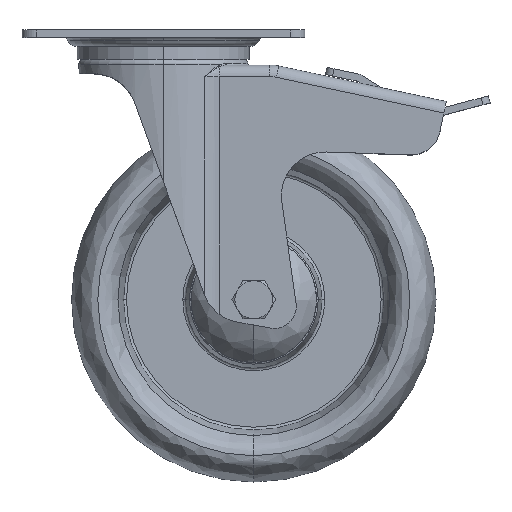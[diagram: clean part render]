
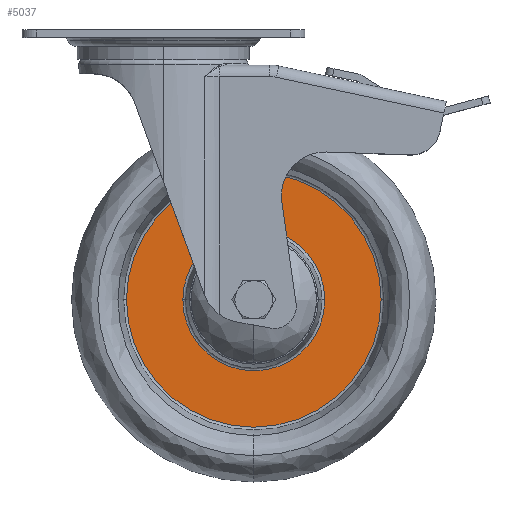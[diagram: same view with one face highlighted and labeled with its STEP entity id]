
A CAD part, top view. The second image highlights one B-rep face of the part: STEP entity #5037.
In plain terms, the highlighted planar face has unit normal (0, 0, 1).
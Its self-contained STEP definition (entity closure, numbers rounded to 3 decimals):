
#77 = EDGE_CURVE ( 'NONE', #5757, #9038, #4039, .T. ) ;
#300 = AXIS2_PLACEMENT_3D ( 'NONE', #8279, #8435, #12796 ) ;
#822 = CARTESIAN_POINT ( 'NONE',  ( 59.658, -44.96, 2.5 ) ) ;
#975 = ORIENTED_EDGE ( 'NONE', *, *, #8299, .T. ) ;
#1064 = EDGE_CURVE ( 'NONE', #13819, #4578, #13635, .T. ) ;
#1334 = AXIS2_PLACEMENT_3D ( 'NONE', #8455, #4075, #9456 ) ;
#2340 = DIRECTION ( 'NONE',  ( 1., 0., 0. ) ) ;
#2447 = ORIENTED_EDGE ( 'NONE', *, *, #77, .T. ) ;
#2610 = DIRECTION ( 'NONE',  ( -1., 0., 0. ) ) ;
#3905 = EDGE_CURVE ( 'NONE', #4578, #13819, #11716, .T. ) ;
#4039 = CIRCLE ( 'NONE', #4467, 24.335 ) ;
#4075 = DIRECTION ( 'NONE',  ( 0., 0., -1. ) ) ;
#4467 = AXIS2_PLACEMENT_3D ( 'NONE', #10306, #10173, #2610 ) ;
#4578 = VERTEX_POINT ( 'NONE', #822 ) ;
#5037 = ADVANCED_FACE ( 'NONE', ( #12830, #6196 ), #6399, .T. ) ;
#5525 = ORIENTED_EDGE ( 'NONE', *, *, #1064, .F. ) ;
#5757 = VERTEX_POINT ( 'NONE', #12993 ) ;
#5874 = CARTESIAN_POINT ( 'NONE',  ( 40.316, -44.96, 2.5 ) ) ;
#6176 = EDGE_LOOP ( 'NONE', ( #5525, #6611 ) ) ;
#6196 = FACE_OUTER_BOUND ( 'NONE', #6176, .T. ) ;
#6399 = PLANE ( 'NONE',  #11325 ) ;
#6611 = ORIENTED_EDGE ( 'NONE', *, *, #3905, .F. ) ;
#7039 = DIRECTION ( 'NONE',  ( 0., 0., -1. ) ) ;
#8104 = CIRCLE ( 'NONE', #9253, 24.335 ) ;
#8279 = CARTESIAN_POINT ( 'NONE',  ( 15.981, -44.96, 2.5 ) ) ;
#8299 = EDGE_CURVE ( 'NONE', #9038, #5757, #8104, .T. ) ;
#8435 = DIRECTION ( 'NONE',  ( 0., 0., -1. ) ) ;
#8455 = CARTESIAN_POINT ( 'NONE',  ( 15.981, -44.96, 2.5 ) ) ;
#8842 = CARTESIAN_POINT ( 'NONE',  ( 15.981, -44.96, 2.5 ) ) ;
#9038 = VERTEX_POINT ( 'NONE', #5874 ) ;
#9253 = AXIS2_PLACEMENT_3D ( 'NONE', #8842, #7039, #11376 ) ;
#9456 = DIRECTION ( 'NONE',  ( -1., 0., 0. ) ) ;
#9826 = DIRECTION ( 'NONE',  ( 0., 0., 1. ) ) ;
#10173 = DIRECTION ( 'NONE',  ( 0., 0., -1. ) ) ;
#10306 = CARTESIAN_POINT ( 'NONE',  ( 15.981, -44.96, 2.5 ) ) ;
#10430 = CARTESIAN_POINT ( 'NONE',  ( -27.695, -44.96, 2.5 ) ) ;
#11325 = AXIS2_PLACEMENT_3D ( 'NONE', #13128, #9826, #2340 ) ;
#11376 = DIRECTION ( 'NONE',  ( -1., 0., 0. ) ) ;
#11716 = CIRCLE ( 'NONE', #300, 43.677 ) ;
#12796 = DIRECTION ( 'NONE',  ( -1., 0., 0. ) ) ;
#12830 = FACE_BOUND ( 'NONE', #14117, .T. ) ;
#12993 = CARTESIAN_POINT ( 'NONE',  ( -8.353, -44.96, 2.5 ) ) ;
#13128 = CARTESIAN_POINT ( 'NONE',  ( 15.981, -1.283, 2.5 ) ) ;
#13635 = CIRCLE ( 'NONE', #1334, 43.677 ) ;
#13819 = VERTEX_POINT ( 'NONE', #10430 ) ;
#14117 = EDGE_LOOP ( 'NONE', ( #2447, #975 ) ) ;
